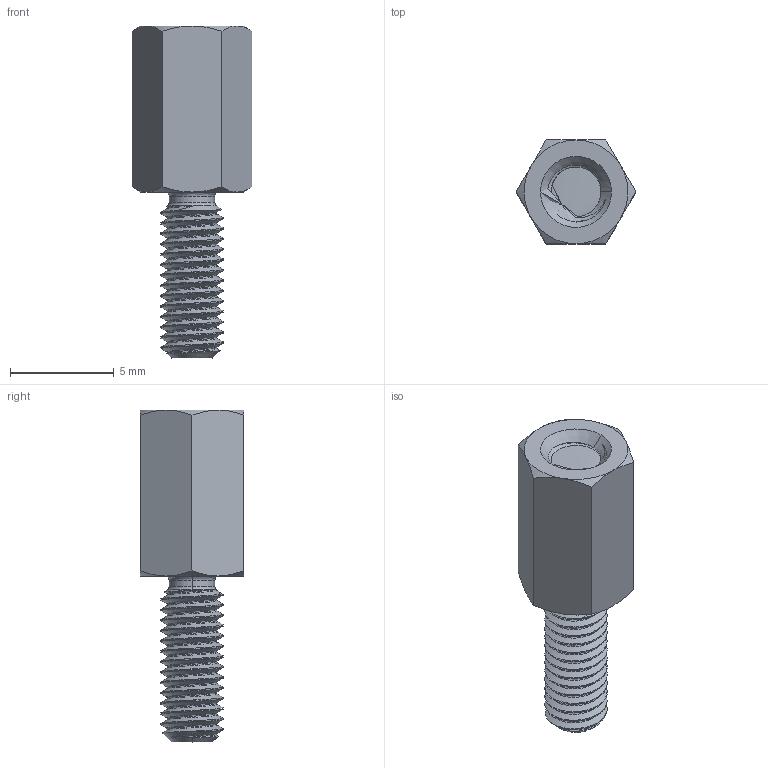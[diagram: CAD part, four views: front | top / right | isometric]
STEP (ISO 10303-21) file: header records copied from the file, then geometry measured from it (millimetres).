
FILE_DESCRIPTION (( 'STEP AP214' ), '1' );
FILE_NAME ('User Library-Male - Female Hexagonal Threaded Standoffs; length 8mm; key 5mm; M3x5mm and M3x8mm.STEP', '2014-11-12T14:10:18', ( 'Windows User' ), ( '' ), 'SwSTEP 2.0', 'SolidWorks 2014', '' );
FILE_SCHEMA (( 'AUTOMOTIVE_DESIGN' ));
Length unit declared in the file: millimetre
Products named in the file (1): User Library-Male - Female Hexagonal Threaded Standoffs; length 8mm; key 5mm; M3x5mm and M3x8mm
Bounding box: 5.77 x 5 x 16 mm (x, y, z)
Surface area: 678.1 mm2 (no closed solid volume)
Topology: 0 solids, 1 shells, 54 faces, 173 edges, 105 vertices
Faces by surface type: cone 21, plane 12, bspline 11, cylinder 10
Full cylindrical faces by diameter (mm): 2.4 x1
Entity records: 8499 total; most frequent: CARTESIAN_POINT 6947, ORIENTED_EDGE 252, EDGE_CURVE 138, DIRECTION 116, B_SPLINE_CURVE_WITH_KNOTS 106, VERTEX_POINT 89, EDGE_LOOP 53, UNCERTAINTY_MEASURE_WITH_UNIT 50
